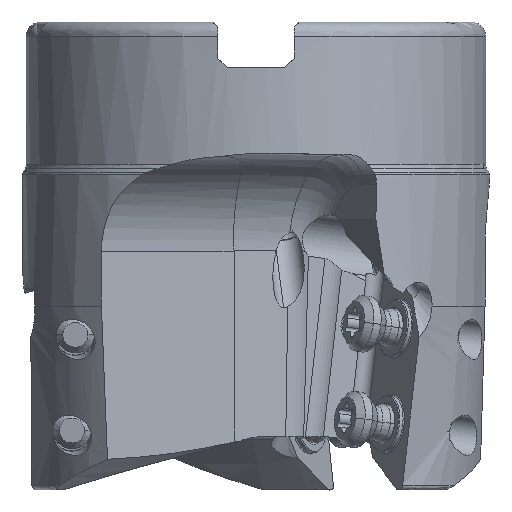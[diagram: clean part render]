
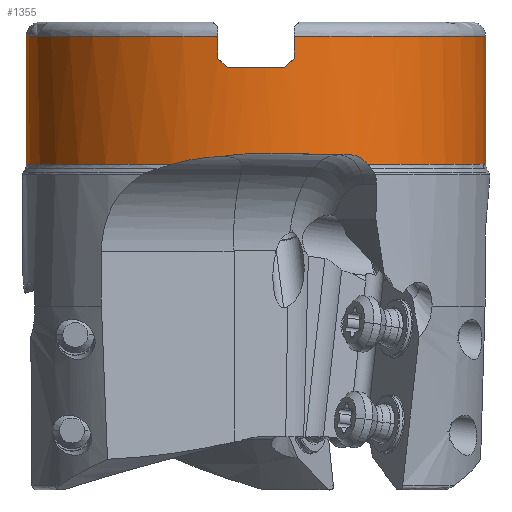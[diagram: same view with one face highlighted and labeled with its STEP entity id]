
A CAD part, front view. The second image highlights one B-rep face of the part: STEP entity #1355.
In plain terms, the highlighted cylindrical face has radius 23.815 mm (diameter 47.63 mm), a partial arc.
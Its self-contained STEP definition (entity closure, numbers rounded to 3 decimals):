
#128=CYLINDRICAL_SURFACE('',#9078,23.815);
#354=ELLIPSE('',#9070,23.819,23.815);
#574=LINE('',#13717,#938);
#577=LINE('',#13741,#941);
#618=LINE('',#15991,#982);
#619=LINE('',#16005,#983);
#938=VECTOR('',#10222,1.);
#941=VECTOR('',#10233,1.);
#982=VECTOR('',#10562,1.);
#983=VECTOR('',#10565,1.);
#1355=ADVANCED_FACE('',(#1917),#128,.T.);
#1917=FACE_OUTER_BOUND('',#2374,.T.);
#2374=EDGE_LOOP('',(#3993,#3994,#3995,#3996,#3997,#3998,#3999,#4000,#4001,
#4002,#4003,#4004,#4005,#4006,#4007,#4008,#4009));
#2879=CIRCLE('',#9071,23.815);
#2880=CIRCLE('',#9072,23.815);
#2881=CIRCLE('',#9073,23.815);
#2882=CIRCLE('',#9074,23.815);
#2883=CIRCLE('',#9075,23.815);
#2884=CIRCLE('',#9076,23.815);
#2885=CIRCLE('',#9077,23.815);
#3993=ORIENTED_EDGE('',*,*,#7357,.F.);
#3994=ORIENTED_EDGE('',*,*,#7358,.F.);
#3995=ORIENTED_EDGE('',*,*,#7359,.T.);
#3996=ORIENTED_EDGE('',*,*,#7111,.T.);
#3997=ORIENTED_EDGE('',*,*,#7360,.T.);
#3998=ORIENTED_EDGE('',*,*,#7361,.T.);
#3999=ORIENTED_EDGE('',*,*,#7362,.F.);
#4000=ORIENTED_EDGE('',*,*,#7363,.F.);
#4001=ORIENTED_EDGE('',*,*,#7364,.T.);
#4002=ORIENTED_EDGE('',*,*,#7365,.F.);
#4003=ORIENTED_EDGE('',*,*,#7366,.F.);
#4004=ORIENTED_EDGE('',*,*,#7367,.T.);
#4005=ORIENTED_EDGE('',*,*,#7102,.T.);
#4006=ORIENTED_EDGE('',*,*,#7368,.T.);
#4007=ORIENTED_EDGE('',*,*,#7369,.T.);
#4008=ORIENTED_EDGE('',*,*,#7281,.T.);
#4009=ORIENTED_EDGE('',*,*,#7356,.F.);
#6129=VERTEX_POINT('',#13716);
#6130=VERTEX_POINT('',#13718);
#6138=VERTEX_POINT('',#13740);
#6139=VERTEX_POINT('',#13742);
#6270=VERTEX_POINT('',#15208);
#6271=VERTEX_POINT('',#15213);
#6327=VERTEX_POINT('',#15964);
#6328=VERTEX_POINT('',#15971);
#6329=VERTEX_POINT('',#15985);
#6330=VERTEX_POINT('',#15988);
#6331=VERTEX_POINT('',#15990);
#6332=VERTEX_POINT('',#15992);
#6333=VERTEX_POINT('',#15997);
#6334=VERTEX_POINT('',#15999);
#6335=VERTEX_POINT('',#16004);
#6336=VERTEX_POINT('',#16006);
#6337=VERTEX_POINT('',#16009);
#7102=EDGE_CURVE('',#6130,#6129,#574,.T.);
#7111=EDGE_CURVE('',#6139,#6138,#577,.T.);
#7281=EDGE_CURVE('',#6271,#6270,#8409,.T.);
#7356=EDGE_CURVE('',#6327,#6270,#8446,.T.);
#7357=EDGE_CURVE('',#6328,#6327,#354,.T.);
#7358=EDGE_CURVE('',#6329,#6328,#8447,.T.);
#7359=EDGE_CURVE('',#6329,#6139,#2879,.T.);
#7360=EDGE_CURVE('',#6138,#6330,#2880,.T.);
#7361=EDGE_CURVE('',#6330,#6331,#2881,.T.);
#7362=EDGE_CURVE('',#6332,#6331,#618,.T.);
#7363=EDGE_CURVE('',#6333,#6332,#8448,.T.);
#7364=EDGE_CURVE('',#6333,#6334,#2882,.T.);
#7365=EDGE_CURVE('',#6335,#6334,#8449,.T.);
#7366=EDGE_CURVE('',#6336,#6335,#619,.T.);
#7367=EDGE_CURVE('',#6336,#6130,#2883,.T.);
#7368=EDGE_CURVE('',#6129,#6337,#2884,.T.);
#7369=EDGE_CURVE('',#6337,#6271,#2885,.T.);
#8409=B_SPLINE_CURVE_WITH_KNOTS('',3,(#15209,#15210,#15211,#15212),
 .UNSPECIFIED.,.F.,.F.,(4,4),(0.,1.),.UNSPECIFIED.);
#8446=B_SPLINE_CURVE_WITH_KNOTS('',3,(#15965,#15966,#15967,#15968),
 .UNSPECIFIED.,.F.,.F.,(4,4),(0.,1.),.UNSPECIFIED.);
#8447=B_SPLINE_CURVE_WITH_KNOTS('',3,(#15972,#15973,#15974,#15975,#15976,
#15977,#15978,#15979,#15980,#15981,#15982,#15983,#15984),.UNSPECIFIED.,
 .F.,.F.,(4,1,1,1,1,1,1,1,1,1,4),(0.,0.1,0.2,0.3,0.4,0.5,0.6,0.7,0.8,0.9,
1.),.UNSPECIFIED.);
#8448=B_SPLINE_CURVE_WITH_KNOTS('',3,(#15993,#15994,#15995,#15996),
 .UNSPECIFIED.,.F.,.F.,(4,4),(0.,1.),.UNSPECIFIED.);
#8449=B_SPLINE_CURVE_WITH_KNOTS('',3,(#16000,#16001,#16002,#16003),
 .UNSPECIFIED.,.F.,.F.,(4,4),(0.,1.),.UNSPECIFIED.);
#9070=AXIS2_PLACEMENT_3D('',#15970,#10554,#10555);
#9071=AXIS2_PLACEMENT_3D('',#15986,#10556,#10557);
#9072=AXIS2_PLACEMENT_3D('',#15987,#10558,#10559);
#9073=AXIS2_PLACEMENT_3D('',#15989,#10560,#10561);
#9074=AXIS2_PLACEMENT_3D('',#15998,#10563,#10564);
#9075=AXIS2_PLACEMENT_3D('',#16007,#10566,#10567);
#9076=AXIS2_PLACEMENT_3D('',#16008,#10568,#10569);
#9077=AXIS2_PLACEMENT_3D('',#16010,#10570,#10571);
#9078=AXIS2_PLACEMENT_3D('',#16011,#10572,#10573);
#10222=DIRECTION('',(0.,0.,-1.));
#10233=DIRECTION('',(0.,0.,1.));
#10554=DIRECTION('',(-0.015,-0.009,-1.));
#10555=DIRECTION('',(0.866,0.5,-0.017));
#10556=DIRECTION('',(0.,0.,1.));
#10557=DIRECTION('',(0.487,-0.873,0.));
#10558=DIRECTION('',(0.,0.,-1.));
#10559=DIRECTION('',(1.,0.,0.));
#10560=DIRECTION('',(0.,0.,-1.));
#10561=DIRECTION('',(1.,-0.001,0.));
#10562=DIRECTION('',(0.,0.,1.));
#10563=DIRECTION('',(0.,0.,-1.));
#10564=DIRECTION('',(0.125,-0.992,0.));
#10565=DIRECTION('',(0.,0.,-1.));
#10566=DIRECTION('',(0.,0.,-1.));
#10567=DIRECTION('',(-0.167,-0.986,0.));
#10568=DIRECTION('',(0.,0.,1.));
#10569=DIRECTION('',(-1.,0.,0.));
#10570=DIRECTION('',(0.,0.,1.));
#10571=DIRECTION('',(-1.,-0.001,0.));
#10572=DIRECTION('',(0.,0.,-1.));
#10573=DIRECTION('',(1.,0.,0.));
#13716=CARTESIAN_POINT('',(-23.815,0.,-14.732));
#13717=CARTESIAN_POINT('',(-23.815,0.,-1.5));
#13718=CARTESIAN_POINT('',(-23.815,0.,-1.5));
#13740=CARTESIAN_POINT('',(23.815,0.,-1.5));
#13741=CARTESIAN_POINT('',(23.815,0.,-14.732));
#13742=CARTESIAN_POINT('',(23.815,0.,-14.732));
#15208=CARTESIAN_POINT('',(-3.387,-23.573,-13.914));
#15209=CARTESIAN_POINT('',(-8.665,-22.183,-14.732));
#15210=CARTESIAN_POINT('',(-6.99,-22.837,-14.237));
#15211=CARTESIAN_POINT('',(-5.224,-23.309,-14.026));
#15212=CARTESIAN_POINT('',(-3.387,-23.573,-13.914));
#15213=CARTESIAN_POINT('',(-8.665,-22.183,-14.732));
#15964=CARTESIAN_POINT('',(1.661,-23.757,-13.622));
#15965=CARTESIAN_POINT('',(1.661,-23.757,-13.622));
#15966=CARTESIAN_POINT('',(-0.036,-23.876,-13.595));
#15967=CARTESIAN_POINT('',(-1.721,-23.812,-13.647));
#15968=CARTESIAN_POINT('',(-3.387,-23.573,-13.914));
#15970=CARTESIAN_POINT('',(0.,0.,-13.804));
#15971=CARTESIAN_POINT('',(9.665,-21.766,-13.761));
#15972=CARTESIAN_POINT('',(11.599,-20.799,-14.732));
#15973=CARTESIAN_POINT('',(11.551,-20.826,-14.672));
#15974=CARTESIAN_POINT('',(11.451,-20.882,-14.557));
#15975=CARTESIAN_POINT('',(11.288,-20.97,-14.399));
#15976=CARTESIAN_POINT('',(11.114,-21.063,-14.256));
#15977=CARTESIAN_POINT('',(10.928,-21.16,-14.13));
#15978=CARTESIAN_POINT('',(10.733,-21.259,-14.021));
#15979=CARTESIAN_POINT('',(10.531,-21.361,-13.93));
#15980=CARTESIAN_POINT('',(10.322,-21.462,-13.858));
#15981=CARTESIAN_POINT('',(10.108,-21.564,-13.805));
#15982=CARTESIAN_POINT('',(9.888,-21.666,-13.771));
#15983=CARTESIAN_POINT('',(9.74,-21.733,-13.762));
#15984=CARTESIAN_POINT('',(9.665,-21.766,-13.761));
#15985=CARTESIAN_POINT('',(11.599,-20.799,-14.732));
#15986=CARTESIAN_POINT('',(0.,0.,-14.732));
#15987=CARTESIAN_POINT('',(0.,0.,-1.5));
#15988=CARTESIAN_POINT('',(23.815,-0.022,-1.5));
#15989=CARTESIAN_POINT('',(0.,0.,-1.5));
#15990=CARTESIAN_POINT('',(3.97,-23.482,-1.5));
#15991=CARTESIAN_POINT('',(3.97,-23.482,-3.76));
#15992=CARTESIAN_POINT('',(3.97,-23.482,-3.76));
#15993=CARTESIAN_POINT('',(2.97,-23.629,-4.76));
#15994=CARTESIAN_POINT('',(3.304,-23.587,-4.426));
#15995=CARTESIAN_POINT('',(3.637,-23.538,-4.093));
#15996=CARTESIAN_POINT('',(3.97,-23.482,-3.76));
#15997=CARTESIAN_POINT('',(2.97,-23.629,-4.76));
#15998=CARTESIAN_POINT('',(0.,0.,-4.76));
#15999=CARTESIAN_POINT('',(-2.97,-23.629,-4.76));
#16000=CARTESIAN_POINT('',(-3.97,-23.482,-3.76));
#16001=CARTESIAN_POINT('',(-3.637,-23.538,-4.093));
#16002=CARTESIAN_POINT('',(-3.304,-23.587,-4.426));
#16003=CARTESIAN_POINT('',(-2.97,-23.629,-4.76));
#16004=CARTESIAN_POINT('',(-3.97,-23.482,-3.76));
#16005=CARTESIAN_POINT('',(-3.97,-23.482,-1.5));
#16006=CARTESIAN_POINT('',(-3.97,-23.482,-1.5));
#16007=CARTESIAN_POINT('',(0.,0.,-1.5));
#16008=CARTESIAN_POINT('',(0.,0.,-14.732));
#16009=CARTESIAN_POINT('',(-23.815,-0.015,-14.732));
#16010=CARTESIAN_POINT('',(0.,0.,-14.732));
#16011=CARTESIAN_POINT('',(0.,0.,-1.235));
